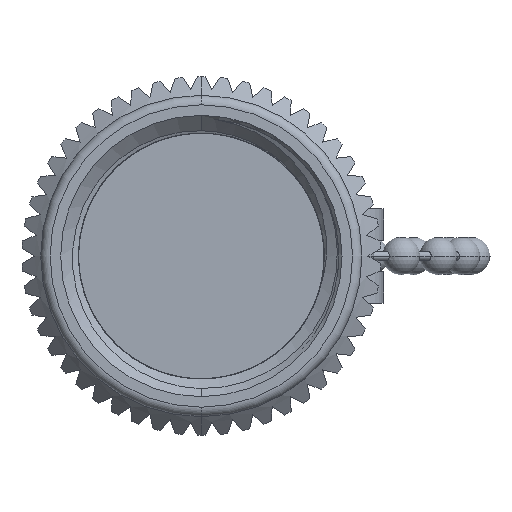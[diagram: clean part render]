
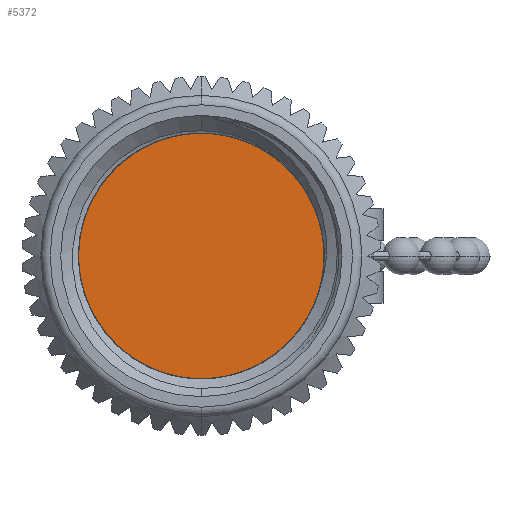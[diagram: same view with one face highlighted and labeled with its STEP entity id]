
A CAD part, left-side view. The second image highlights one B-rep face of the part: STEP entity #5372.
In plain terms, the highlighted planar face has unit normal (-1, 0, 0).
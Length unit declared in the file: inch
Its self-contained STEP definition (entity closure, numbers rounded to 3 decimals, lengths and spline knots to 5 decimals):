
#227 = CARTESIAN_POINT ( 'NONE',  ( 0.22, 0.15469, -0.14427 ) ) ;
#282 = CARTESIAN_POINT ( 'NONE',  ( 0.22, -0.05261, -0.19389 ) ) ;
#389 = CARTESIAN_POINT ( 'NONE',  ( 0.22, 0.03511, 0.21 ) ) ;
#491 = CARTESIAN_POINT ( 'NONE',  ( 0.22, 0.15365, 0.1557 ) ) ;
#812 = CARTESIAN_POINT ( 'NONE',  ( 0.22, -0.18893, -0.05206 ) ) ;
#863 = CARTESIAN_POINT ( 'NONE',  ( 0.22, -0.13736, -0.13919 ) ) ;
#1580 = CARTESIAN_POINT ( 'NONE',  ( 0.22, -0.00562, 0.211 ) ) ;
#1632 = CARTESIAN_POINT ( 'NONE',  ( 0.22, 0.09397, 0.19423 ) ) ;
#1694 = CARTESIAN_POINT ( 'NONE',  ( 0.22, 0.02503, 0.21097 ) ) ;
#1913 = CARTESIAN_POINT ( 'NONE',  ( 0.22, 0., 0. ) ) ;
#2079 = CARTESIAN_POINT ( 'NONE',  ( 0.22, -0.19555, -0.00129 ) ) ;
#2129 = ORIENTED_EDGE ( 'NONE', *, *, #11527, .T. ) ;
#2150 = CARTESIAN_POINT ( 'NONE',  ( 0.22, -0.19555, -0.00129 ) ) ;
#2633 = CARTESIAN_POINT ( 'NONE',  ( 0.22, 0.00752, -0.20369 ) ) ;
#2647 = CARTESIAN_POINT ( 'NONE',  ( 0.22, 0.15365, 0.1557 ) ) ;
#2787 = CARTESIAN_POINT ( 'NONE',  ( 0.22, -0.18364, 0.07891 ) ) ;
#2795 = CARTESIAN_POINT ( 'NONE',  ( 0.22, 0.21875, 0.00145 ) ) ;
#2895 = CARTESIAN_POINT ( 'NONE',  ( 0.22, -0.03573, 0.20661 ) ) ;
#3055 = DIRECTION ( 'NONE',  ( 1., 0., 0. ) ) ;
#3198 = CIRCLE ( 'NONE', #14701, 0.21875 ) ;
#3530 = EDGE_CURVE ( 'NONE', #6598, #11746, #10829, .T. ) ;
#3794 = ORIENTED_EDGE ( 'NONE', *, *, #13222, .T. ) ;
#3961 = CARTESIAN_POINT ( 'NONE',  ( 0.22, 0.17494, -0.12138 ) ) ;
#4075 = CARTESIAN_POINT ( 'NONE',  ( 0.22, 0.10543, -0.18014 ) ) ;
#4126 = CARTESIAN_POINT ( 'NONE',  ( 0.22, 0.12129, 0.181 ) ) ;
#4132 = CARTESIAN_POINT ( 'NONE',  ( 0.22, -0.09861, -0.17208 ) ) ;
#4227 = CARTESIAN_POINT ( 'NONE',  ( 0.22, 0., 0. ) ) ;
#4367 = B_SPLINE_CURVE_WITH_KNOTS ( 'NONE', 3,
 ( #863, #12125, #10849, #8385, #812, #4680, #9663, #2079 ),
 .UNSPECIFIED., .F., .F.,
 ( 4, 2, 2, 4 ),
 ( 0., 0.00196, 0.00294, 0.00392 ),
 .UNSPECIFIED. ) ;
#4481 = B_SPLINE_CURVE_WITH_KNOTS ( 'NONE', 3,
 ( #10507, #9107, #15494, #12935, #10389, #15547, #2787, #5511, #14318, #11673, #7935, #5353, #11835, #9164, #14207, #2895, #15603, #1580, #5403, #1694, #389, #7988, #10561, #11891, #1632, #4126, #9217, #491 ),
 .UNSPECIFIED., .F., .F.,
 ( 4, 2, 2, 2, 2, 2, 2, 2, 2, 2, 2, 2, 2, 4 ),
 ( 0., 0.00077, 0.00155, 0.00232, 0.0031, 0.00465, 0.00619, 0.00697, 0.00774, 0.00852, 0.00929, 0.01007, 0.01084, 0.01239 ),
 .UNSPECIFIED. ) ;
#4680 = CARTESIAN_POINT ( 'NONE',  ( 0.22, -0.19412, -0.0269 ) ) ;
#5258 = CARTESIAN_POINT ( 'NONE',  ( 0.22, 0.04794, -0.20085 ) ) ;
#5311 = CARTESIAN_POINT ( 'NONE',  ( 0.22, 0.21837, -0.00881 ) ) ;
#5353 = CARTESIAN_POINT ( 'NONE',  ( 0.22, -0.11014, 0.1747 ) ) ;
#5356 = CARTESIAN_POINT ( 'NONE',  ( 0.22, -0.02308, -0.20107 ) ) ;
#5372 = ADVANCED_FACE ( 'NONE', ( #13247 ), #9314, .T. ) ;
#5403 = CARTESIAN_POINT ( 'NONE',  ( 0.22, 0.0047, 0.21148 ) ) ;
#5410 = CARTESIAN_POINT ( 'NONE',  ( 0.22, -0.1304, -0.14675 ) ) ;
#5511 = CARTESIAN_POINT ( 'NONE',  ( 0.22, -0.1756, 0.09758 ) ) ;
#6274 = AXIS2_PLACEMENT_3D ( 'NONE', #4227, #6671, #6782 ) ;
#6528 = CARTESIAN_POINT ( 'NONE',  ( 0.22, -0.107, -0.16639 ) ) ;
#6598 = VERTEX_POINT ( 'NONE', #9802 ) ;
#6637 = CARTESIAN_POINT ( 'NONE',  ( 0.22, 0.01766, -0.20353 ) ) ;
#6671 = DIRECTION ( 'NONE',  ( -1., 0., 0. ) ) ;
#6782 = DIRECTION ( 'NONE',  ( 0., 0., 1. ) ) ;
#6885 = VERTEX_POINT ( 'NONE', #2647 ) ;
#6895 = DIRECTION ( 'NONE',  ( 0., 0., 1. ) ) ;
#7775 = CARTESIAN_POINT ( 'NONE',  ( 0.22, -0.13736, -0.13919 ) ) ;
#7834 = CARTESIAN_POINT ( 'NONE',  ( 0.22, -0.01288, -0.20248 ) ) ;
#7935 = CARTESIAN_POINT ( 'NONE',  ( 0.22, -0.14127, 0.14797 ) ) ;
#7988 = CARTESIAN_POINT ( 'NONE',  ( 0.22, 0.05512, 0.20663 ) ) ;
#8385 = CARTESIAN_POINT ( 'NONE',  ( 0.22, -0.18512, -0.06429 ) ) ;
#8943 = CARTESIAN_POINT ( 'NONE',  ( 0.22, 0.21366, -0.03898 ) ) ;
#9107 = CARTESIAN_POINT ( 'NONE',  ( 0.22, -0.19611, 0.00896 ) ) ;
#9112 = CARTESIAN_POINT ( 'NONE',  ( 0.22, -0.0716, -0.18662 ) ) ;
#9164 = CARTESIAN_POINT ( 'NONE',  ( 0.22, -0.06495, 0.19784 ) ) ;
#9173 = CARTESIAN_POINT ( 'NONE',  ( 0.22, -0.08094, -0.18219 ) ) ;
#9217 = CARTESIAN_POINT ( 'NONE',  ( 0.22, 0.13844, 0.16948 ) ) ;
#9314 = PLANE ( 'NONE',  #6274 ) ;
#9663 = CARTESIAN_POINT ( 'NONE',  ( 0.22, -0.19546, -0.01417 ) ) ;
#9802 = CARTESIAN_POINT ( 'NONE',  ( 0.22, 0.21875, 0.00145 ) ) ;
#10216 = CARTESIAN_POINT ( 'NONE',  ( 0.22, 0.16849, -0.1294 ) ) ;
#10389 = CARTESIAN_POINT ( 'NONE',  ( 0.22, -0.19206, 0.04945 ) ) ;
#10489 = EDGE_LOOP ( 'NONE', ( #12569, #12989, #2129, #3794 ) ) ;
#10507 = CARTESIAN_POINT ( 'NONE',  ( 0.22, -0.19555, -0.00129 ) ) ;
#10561 = CARTESIAN_POINT ( 'NONE',  ( 0.22, 0.0651, 0.20421 ) ) ;
#10642 = VERTEX_POINT ( 'NONE', #2150 ) ;
#10829 = B_SPLINE_CURVE_WITH_KNOTS ( 'NONE', 3,
 ( #2795, #5311, #15501, #8943, #15444, #11574, #15384, #3961, #10216, #227, #14162, #12943, #12839, #4075, #11736, #14268, #5258, #6637, #2633, #7834, #5356, #14101, #282, #9112, #9173, #4132, #6528, #14213, #5410, #7775 ),
 .UNSPECIFIED., .F., .F.,
 ( 4, 2, 2, 2, 2, 2, 2, 2, 2, 2, 2, 2, 2, 2, 4 ),
 ( 0., 0.00078, 0.00155, 0.0031, 0.00388, 0.00465, 0.00543, 0.0062, 0.00776, 0.00853, 0.00931, 0.01008, 0.01086, 0.01163, 0.01241 ),
 .UNSPECIFIED. ) ;
#10849 = CARTESIAN_POINT ( 'NONE',  ( 0.22, -0.17032, -0.09937 ) ) ;
#11506 = CARTESIAN_POINT ( 'NONE',  ( 0.22, -0.13736, -0.13919 ) ) ;
#11527 = EDGE_CURVE ( 'NONE', #11746, #10642, #4367, .T. ) ;
#11574 = CARTESIAN_POINT ( 'NONE',  ( 0.22, 0.20143, -0.07807 ) ) ;
#11673 = CARTESIAN_POINT ( 'NONE',  ( 0.22, -0.15455, 0.13265 ) ) ;
#11736 = CARTESIAN_POINT ( 'NONE',  ( 0.22, 0.09633, -0.18461 ) ) ;
#11746 = VERTEX_POINT ( 'NONE', #11506 ) ;
#11835 = CARTESIAN_POINT ( 'NONE',  ( 0.22, -0.093, 0.18549 ) ) ;
#11891 = CARTESIAN_POINT ( 'NONE',  ( 0.22, 0.08456, 0.198 ) ) ;
#12125 = CARTESIAN_POINT ( 'NONE',  ( 0.22, -0.15569, -0.1211 ) ) ;
#12569 = ORIENTED_EDGE ( 'NONE', *, *, #13290, .F. ) ;
#12839 = CARTESIAN_POINT ( 'NONE',  ( 0.22, 0.12301, -0.16982 ) ) ;
#12935 = CARTESIAN_POINT ( 'NONE',  ( 0.22, -0.19385, 0.03936 ) ) ;
#12943 = CARTESIAN_POINT ( 'NONE',  ( 0.22, 0.1315, -0.16394 ) ) ;
#12989 = ORIENTED_EDGE ( 'NONE', *, *, #3530, .T. ) ;
#13222 = EDGE_CURVE ( 'NONE', #10642, #6885, #4481, .T. ) ;
#13247 = FACE_OUTER_BOUND ( 'NONE', #10489, .T. ) ;
#13290 = EDGE_CURVE ( 'NONE', #6598, #6885, #3198, .T. ) ;
#14101 = CARTESIAN_POINT ( 'NONE',  ( 0.22, -0.0429, -0.19678 ) ) ;
#14162 = CARTESIAN_POINT ( 'NONE',  ( 0.22, 0.1473, -0.15119 ) ) ;
#14207 = CARTESIAN_POINT ( 'NONE',  ( 0.22, -0.05527, 0.20127 ) ) ;
#14213 = CARTESIAN_POINT ( 'NONE',  ( 0.22, -0.12287, -0.15374 ) ) ;
#14268 = CARTESIAN_POINT ( 'NONE',  ( 0.22, 0.06816, -0.19598 ) ) ;
#14318 = CARTESIAN_POINT ( 'NONE',  ( 0.22, -0.17083, 0.10669 ) ) ;
#14701 = AXIS2_PLACEMENT_3D ( 'NONE', #1913, #3055, #6895 ) ;
#15384 = CARTESIAN_POINT ( 'NONE',  ( 0.22, 0.19237, -0.09618 ) ) ;
#15444 = CARTESIAN_POINT ( 'NONE',  ( 0.22, 0.21113, -0.04892 ) ) ;
#15494 = CARTESIAN_POINT ( 'NONE',  ( 0.22, -0.19587, 0.01914 ) ) ;
#15501 = CARTESIAN_POINT ( 'NONE',  ( 0.22, 0.21728, -0.01895 ) ) ;
#15547 = CARTESIAN_POINT ( 'NONE',  ( 0.22, -0.18694, 0.06928 ) ) ;
#15603 = CARTESIAN_POINT ( 'NONE',  ( 0.22, -0.0258, 0.20856 ) ) ;
